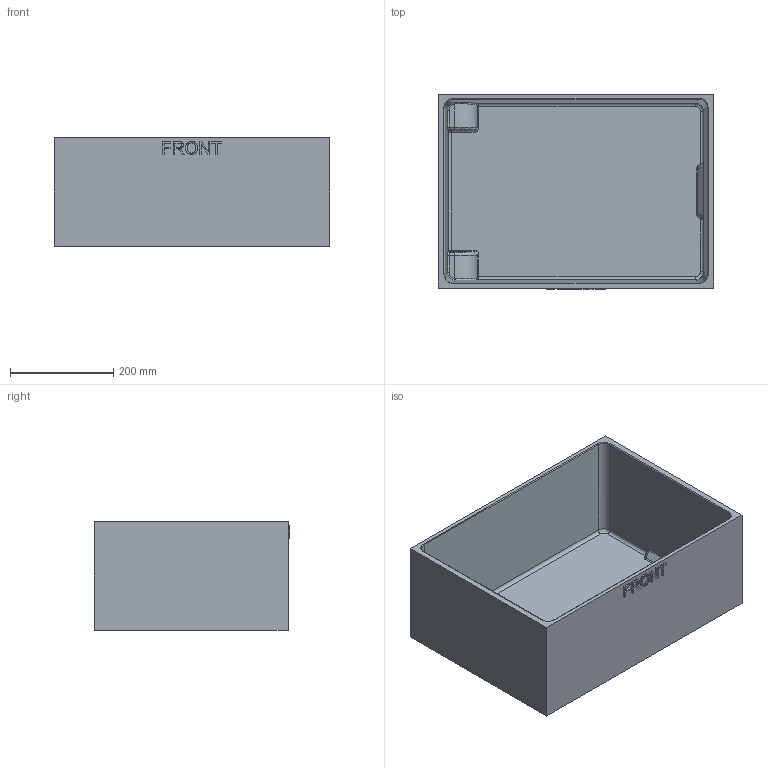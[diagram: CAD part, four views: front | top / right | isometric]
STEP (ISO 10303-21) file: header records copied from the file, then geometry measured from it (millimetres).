
FILE_DESCRIPTION( ( 'Unknown' ), '1' );
FILE_NAME( '2620-base_internal_tub.stp', 'Unknown', ( 'Unknown' ), ( 'Unknown' ), 'PSStep 10.1', 'Unknown', ' ' );
FILE_SCHEMA( ( 'AUTOMOTIVE_DESIGN { 1 0 10303 214 1 1 1 1 }' ) );
Length unit declared in the file: millimetre
Products named in the file (1): 1
Bounding box: 533.4 x 377.82 x 209.55 mm (x, y, z)
Volume: 6684676.7 mm3; surface area: 1102559.7 mm2
Topology: 1 solids, 1 shells, 119 faces, 287 edges, 178 vertices
Faces by surface type: plane 56, cylinder 29, bspline 28, extrusion 6
Entity records: 8142 total; most frequent: CARTESIAN_POINT 5193, ORIENTED_EDGE 570, DIRECTION 365, EDGE_CURVE 285, VERTEX_POINT 178, B_SPLINE_CURVE_WITH_KNOTS 142, EDGE_LOOP 129, AXIS2_PLACEMENT_3D 128
